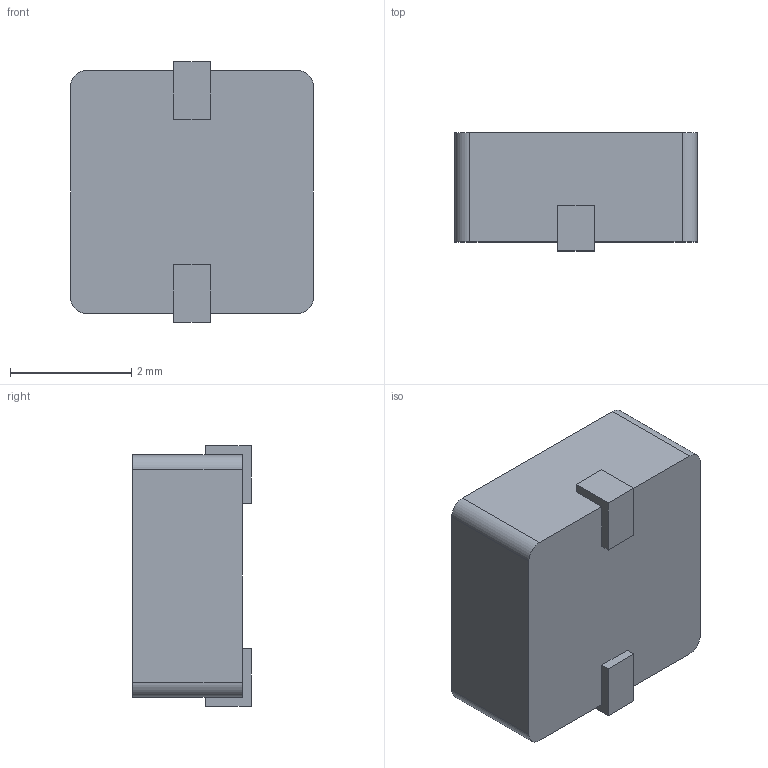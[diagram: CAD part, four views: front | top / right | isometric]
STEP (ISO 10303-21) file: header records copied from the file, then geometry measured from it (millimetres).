
FILE_DESCRIPTION (( 'STEP AP214' ), '1' );
FILE_NAME ('User Library-SRP-4020 Inductor.STEP', '2020-02-24T10:23:47', ( '' ), ( '' ), 'SwSTEP 2.0', 'SolidWorks 2019', '' );
FILE_SCHEMA (( 'AUTOMOTIVE_DESIGN' ));
Length unit declared in the file: millimetre
Products named in the file (1): User Library-SRP-4020 Inductor
Bounding box: 4 x 1.95 x 4.3 mm (x, y, z)
Volume: 29 mm3; surface area: 61.6 mm2
Topology: 1 solids, 1 shells, 76 faces, 210 edges, 140 vertices
Faces by surface type: plane 39, bspline 33, cylinder 4
Entity records: 4203 total; most frequent: CARTESIAN_POINT 2324, ORIENTED_EDGE 420, DIRECTION 240, EDGE_CURVE 210, VERTEX_POINT 140, LINE 136, VECTOR 136, EDGE_LOOP 80
